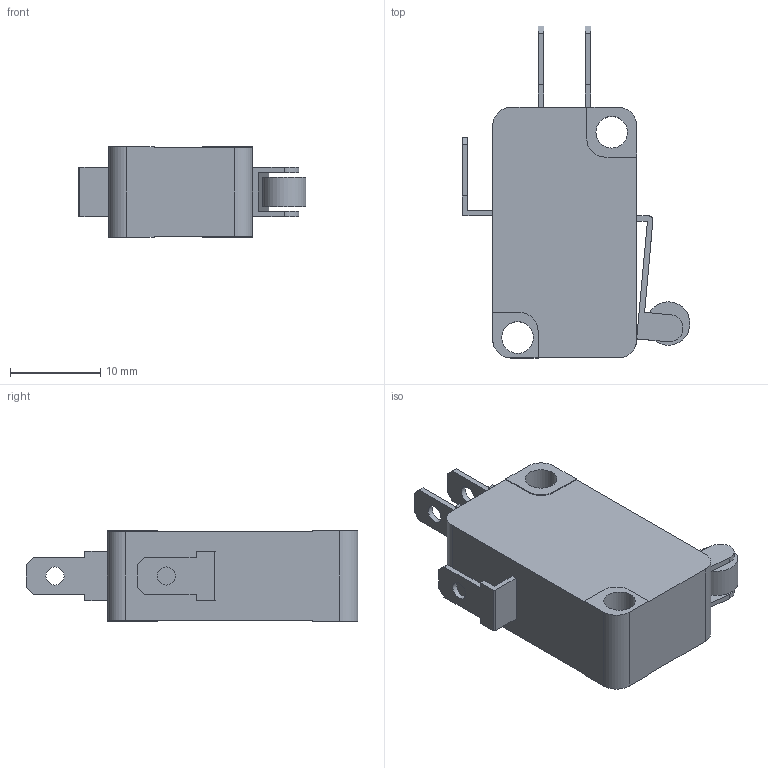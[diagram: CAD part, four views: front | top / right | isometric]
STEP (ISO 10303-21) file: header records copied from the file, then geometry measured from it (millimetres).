
FILE_DESCRIPTION(/* description */ (''),/* implementation_level */ '2;1');
FILE_NAME(/* name */ 'Limit_Switch.step',/* time_stamp */ '2020-04-03T17:48:17+07:00',/* author */ (''),/* organization */ (''),/* preprocessor_version */ 'ST-DEVELOPER v18',/* originating_system */ 'Autodesk Translation Framework v8.12.0.6',/* authorisation */ '');
FILE_SCHEMA (('AUTOMOTIVE_DESIGN { 1 0 10303 214 3 1 1 }'));
Length unit declared in the file: millimetre
Products named in the file (1): (Unsaved)
Bounding box: 25.2 x 36.7 x 10 mm (x, y, z)
Volume: 4297.8 mm3; surface area: 2499.9 mm2
Topology: 2 solids, 2 shells, 84 faces, 240 edges, 164 vertices
Faces by surface type: plane 66, cylinder 18
Full cylindrical faces by diameter (mm): 2 x3, 3.5 x2, 4.8 x1
Entity records: 2807 total; most frequent: CARTESIAN_POINT 489, ORIENTED_EDGE 480, DIRECTION 458, EDGE_CURVE 240, LINE 192, VECTOR 192, VERTEX_POINT 164, AXIS2_PLACEMENT_3D 133
